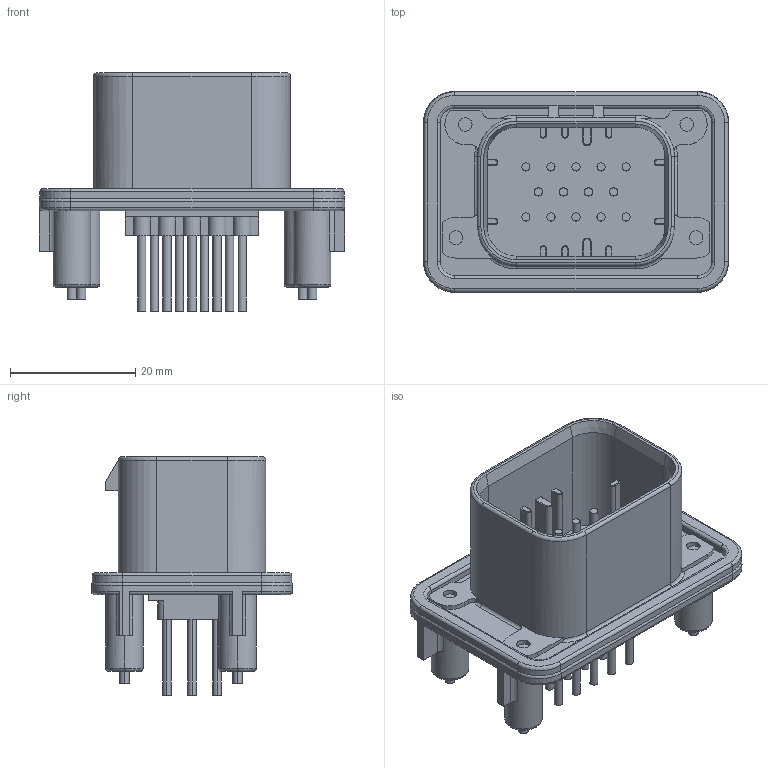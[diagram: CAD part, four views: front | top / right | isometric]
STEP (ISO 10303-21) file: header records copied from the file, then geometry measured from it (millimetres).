
FILE_DESCRIPTION(('STEP AP242'),'1');
FILE_NAME('776262-1.stp','2022-11-01T02:02:14',('TraceParts'),('TraceParts S.A.'),'Spatial InterOp 3D',' ',' ');
FILE_SCHEMA(('AP242_MANAGED_MODEL_BASED_3D_ENGINEERING_MIM_LF {1 0 10303 442 1 1 4}'));
Length unit declared in the file: millimetre
Products named in the file (1): 776262-1
Bounding box: 48.8 x 32.1 x 38.05 mm (x, y, z)
Volume: 9586.7 mm3; surface area: 10514.9 mm2
Topology: 1 solids, 1 shells, 432 faces, 1083 edges, 694 vertices
Faces by surface type: cylinder 200, plane 161, torus 67, cone 4
Entity records: 13133 total; most frequent: DIRECTION 2468, CARTESIAN_POINT 2306, ORIENTED_EDGE 2166, EDGE_CURVE 1083, AXIS2_PLACEMENT_3D 964, VERTEX_POINT 694, LINE 540, VECTOR 540
